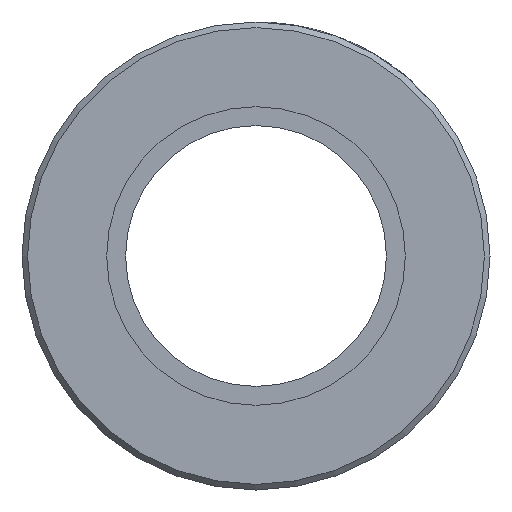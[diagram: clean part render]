
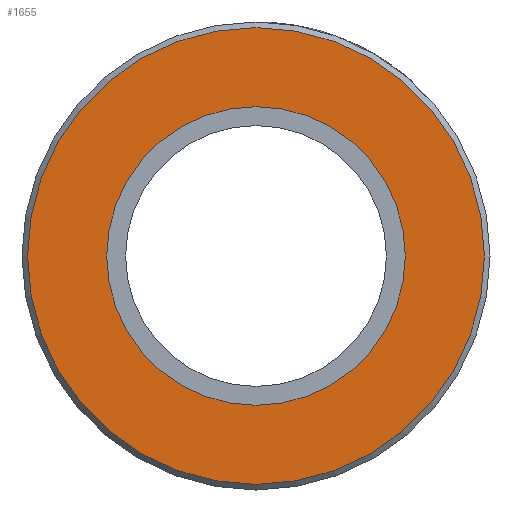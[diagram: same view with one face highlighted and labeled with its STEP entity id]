
A CAD part, left-side view. The second image highlights one B-rep face of the part: STEP entity #1655.
In plain terms, the highlighted planar face has unit normal (-1, 0, 0).
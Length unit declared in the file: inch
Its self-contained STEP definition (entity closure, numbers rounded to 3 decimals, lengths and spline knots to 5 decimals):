
#34=FACE_BOUND($,#532,.T.);
#35=FACE_BOUND($,#533,.T.);
#105=CIRCLE($,#1724,0.5295);
#112=CIRCLE($,#1736,0.81);
#333=PLANE($,#1738);
#532=EDGE_LOOP($,(#1534));
#533=EDGE_LOOP($,(#1535));
#814=VERTEX_POINT($,#13594);
#821=VERTEX_POINT($,#13613);
#1054=EDGE_CURVE($,#814,#814,#105,.T.);
#1061=EDGE_CURVE($,#821,#821,#112,.T.);
#1534=ORIENTED_EDGE($,*,*,#1054,.T.);
#1535=ORIENTED_EDGE($,*,*,#1061,.F.);
#1655=ADVANCED_FACE($,(#34,#35),#333,.T.);
#1724=AXIS2_PLACEMENT_3D($,#13595,#1961,#1962);
#1736=AXIS2_PLACEMENT_3D($,#13614,#1985,#1986);
#1738=AXIS2_PLACEMENT_3D($,#13616,#1989,#1990);
#1961=DIRECTION('center_axis',(1.,0.,0.));
#1962=DIRECTION('ref_axis',(0.,0.,1.));
#1985=DIRECTION('center_axis',(1.,0.,0.));
#1986=DIRECTION('ref_axis',(0.,-1.,0.));
#1989=DIRECTION('center_axis',(-1.,0.,0.));
#1990=DIRECTION('ref_axis',(0.,0.,1.));
#13594=CARTESIAN_POINT('',(0.,0.,
0.5295));
#13595=CARTESIAN_POINT('Origin',(0.,0.,
0.));
#13613=CARTESIAN_POINT('',(0.,0.81,0.));
#13614=CARTESIAN_POINT('Origin',(0.,0.,
0.));
#13616=CARTESIAN_POINT('Origin',(0.,0.64625,0.));
